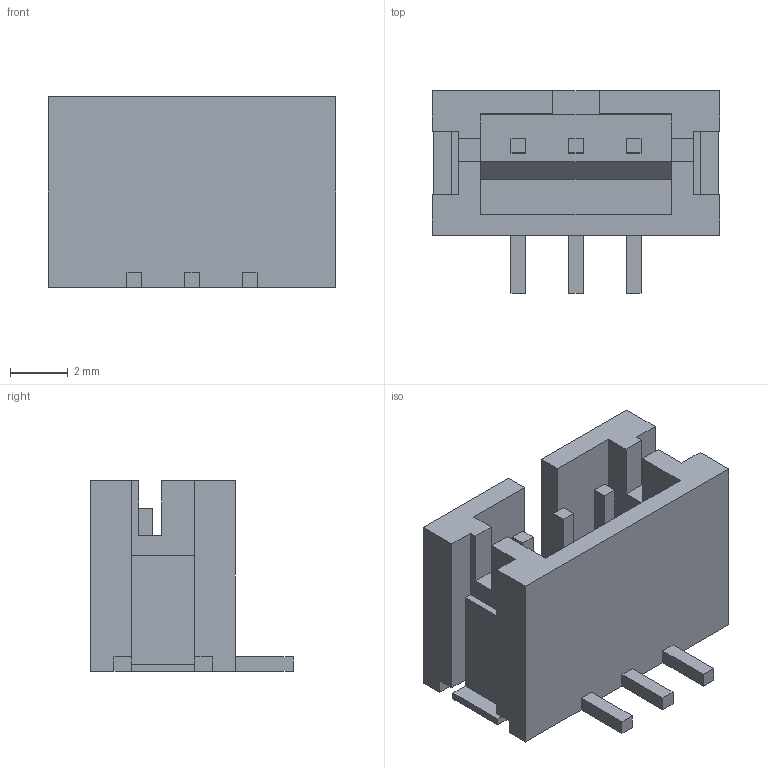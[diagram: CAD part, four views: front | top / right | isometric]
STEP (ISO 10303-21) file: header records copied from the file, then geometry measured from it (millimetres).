
FILE_DESCRIPTION(('FreeCAD Model'),'2;1');
FILE_NAME('JST_PH_B3B_PH_SM4_TB_1x03_1MP_P2_00mm_Vertical.step','2018-12-19T14:48:01',('kicad StepUp'),('ksu MCAD'), 'Open CASCADE STEP processor 7.3','FreeCAD','Unknown');
FILE_SCHEMA(('AUTOMOTIVE_DESIGN { 1 0 10303 214 1 1 1 1 }'));
Length unit declared in the file: millimetre
Products named in the file (1): JST_PH_B3B_PH_SM4_TB_1x03_1MP_P2_00mm_Vertical
Bounding box: 9.95 x 7 x 6.6 mm (x, y, z)
Volume: 195.6 mm3; surface area: 442.6 mm2
Topology: 1 solids, 1 shells, 103 faces, 270 edges, 172 vertices
Faces by surface type: plane 103
Entity records: 3818 total; most frequent: ORIENTED_EDGE 552, CARTESIAN_POINT 546, DIRECTION 478, EDGE_CURVE 270, LINE 270, VECTOR 270, VERTEX_POINT 172, FACE_BOUND 106
